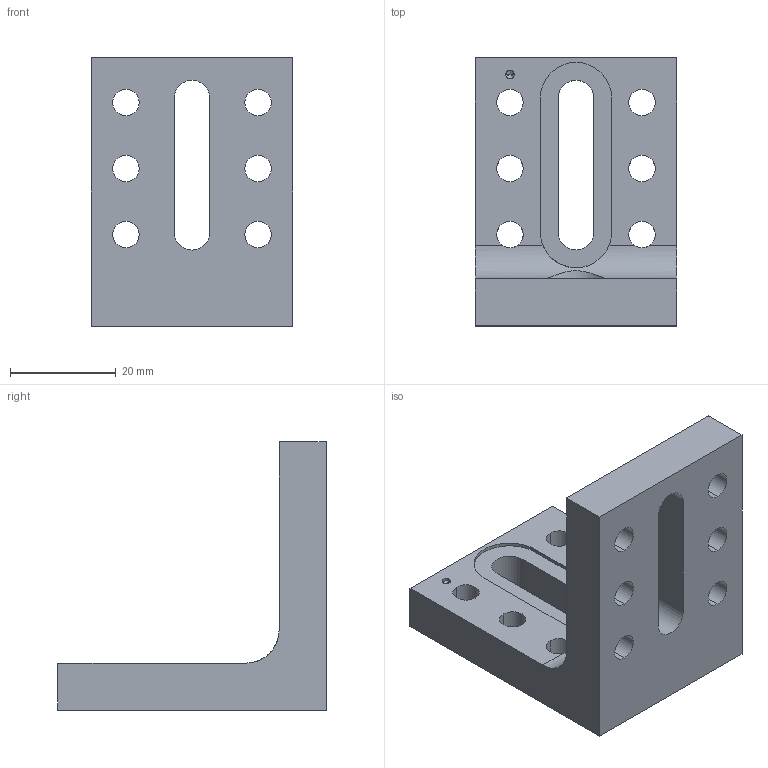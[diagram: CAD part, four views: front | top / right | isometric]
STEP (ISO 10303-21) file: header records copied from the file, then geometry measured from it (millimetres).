
FILE_DESCRIPTION (( 'STEP AP214' ), '1' );
FILE_NAME ('23759-E0W.STEP', '2022-08-12T17:55:48', ( '' ), ( '' ), 'SwSTEP 2.0', 'SolidWorks 2018', '' );
FILE_SCHEMA (( 'AUTOMOTIVE_DESIGN' ));
Length unit declared in the file: inch
Products named in the file (1): 23759-E0W
Bounding box: 38.1 x 50.8 x 50.8 mm (x, y, z)
Volume: 25581.5 mm3; surface area: 11013.5 mm2
Topology: 1 solids, 1 shells, 321 faces, 889 edges, 591 vertices
Faces by surface type: plane 179, bspline 103, cylinder 37, cone 2
Entity records: 16566 total; most frequent: CARTESIAN_POINT 4749, ORIENTED_EDGE 1774, DIRECTION 1185, EDGE_CURVE 887, LINE 595, VECTOR 595, VERTEX_POINT 591, EDGE_LOOP 372
